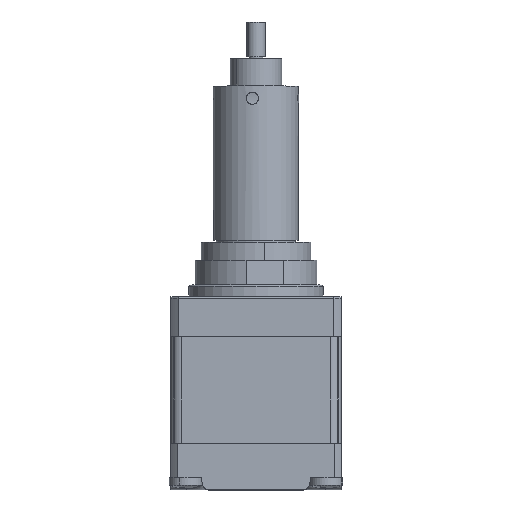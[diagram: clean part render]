
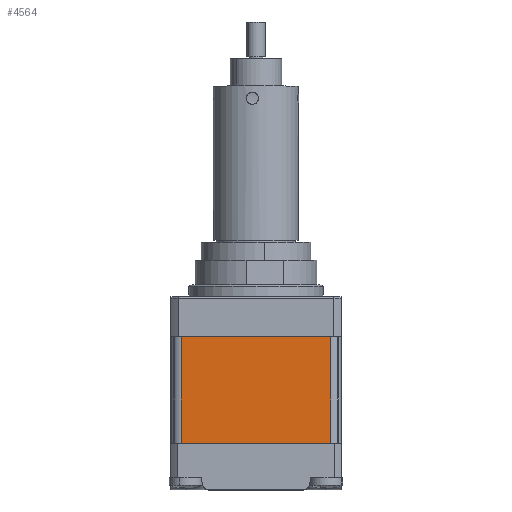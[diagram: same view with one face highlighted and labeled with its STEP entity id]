
A CAD part, top view. The second image highlights one B-rep face of the part: STEP entity #4564.
In plain terms, the highlighted planar face has unit normal (0, 0, 1).
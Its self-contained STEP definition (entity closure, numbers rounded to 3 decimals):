
#224 = DIRECTION ( 'NONE',  ( 0., 0., -1. ) ) ;
#1047 = EDGE_LOOP ( 'NONE', ( #9988, #7662, #5839, #1562 ) ) ;
#1341 = CARTESIAN_POINT ( 'NONE',  ( 2.569, -6.297, 17.253 ) ) ;
#1452 = VERTEX_POINT ( 'NONE', #4281 ) ;
#1562 = ORIENTED_EDGE ( 'NONE', *, *, #10655, .T. ) ;
#1799 = DIRECTION ( 'NONE',  ( -1., 0., 0. ) ) ;
#1896 = LINE ( 'NONE', #5494, #12743 ) ;
#2176 = CARTESIAN_POINT ( 'NONE',  ( 2.569, -6.297, 17.253 ) ) ;
#2823 = CARTESIAN_POINT ( 'NONE',  ( 2.569, 11.203, 17.253 ) ) ;
#3171 = PLANE ( 'NONE',  #11023 ) ;
#4148 = DIRECTION ( 'NONE',  ( 1., 0., 0. ) ) ;
#4160 = VECTOR ( 'NONE', #7451, 1000. ) ;
#4281 = CARTESIAN_POINT ( 'NONE',  ( 27.063, -6.297, 17.253 ) ) ;
#4328 = EDGE_CURVE ( 'NONE', #1452, #12307, #9956, .T. ) ;
#4542 = FACE_OUTER_BOUND ( 'NONE', #1047, .T. ) ;
#4564 = ADVANCED_FACE ( 'NONE', ( #4542 ), #3171, .F. ) ;
#5494 = CARTESIAN_POINT ( 'NONE',  ( 27.063, -6.297, 17.253 ) ) ;
#5606 = VECTOR ( 'NONE', #10689, 1000. ) ;
#5839 = ORIENTED_EDGE ( 'NONE', *, *, #4328, .F. ) ;
#6709 = CARTESIAN_POINT ( 'NONE',  ( 2.569, 11.203, 17.253 ) ) ;
#6737 = VERTEX_POINT ( 'NONE', #2823 ) ;
#7089 = LINE ( 'NONE', #9444, #4160 ) ;
#7166 = CARTESIAN_POINT ( 'NONE',  ( 27.063, 11.203, 17.253 ) ) ;
#7451 = DIRECTION ( 'NONE',  ( 0., 1., 0. ) ) ;
#7471 = DIRECTION ( 'NONE',  ( 0., 1., 0. ) ) ;
#7662 = ORIENTED_EDGE ( 'NONE', *, *, #8382, .F. ) ;
#8382 = EDGE_CURVE ( 'NONE', #12307, #6737, #7089, .T. ) ;
#9114 = VERTEX_POINT ( 'NONE', #7166 ) ;
#9444 = CARTESIAN_POINT ( 'NONE',  ( 2.569, -6.297, 17.253 ) ) ;
#9694 = CARTESIAN_POINT ( 'NONE',  ( 2.569, -6.297, 17.253 ) ) ;
#9956 = LINE ( 'NONE', #9694, #12319 ) ;
#9988 = ORIENTED_EDGE ( 'NONE', *, *, #10270, .T. ) ;
#10270 = EDGE_CURVE ( 'NONE', #9114, #6737, #10858, .T. ) ;
#10655 = EDGE_CURVE ( 'NONE', #1452, #9114, #1896, .T. ) ;
#10689 = DIRECTION ( 'NONE',  ( -1., 0., 0. ) ) ;
#10858 = LINE ( 'NONE', #6709, #5606 ) ;
#11023 = AXIS2_PLACEMENT_3D ( 'NONE', #2176, #224, #4148 ) ;
#12307 = VERTEX_POINT ( 'NONE', #1341 ) ;
#12319 = VECTOR ( 'NONE', #1799, 1000. ) ;
#12743 = VECTOR ( 'NONE', #7471, 1000. ) ;
